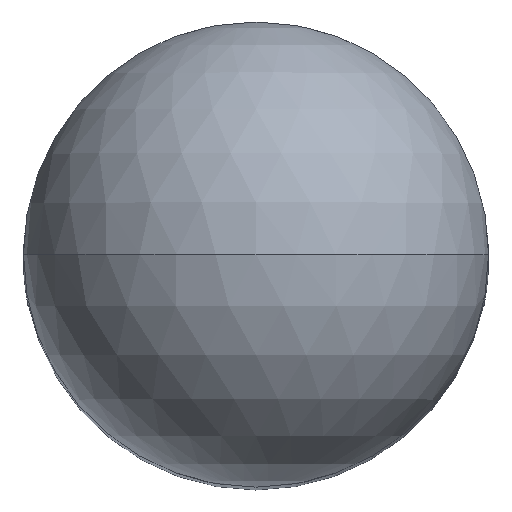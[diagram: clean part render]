
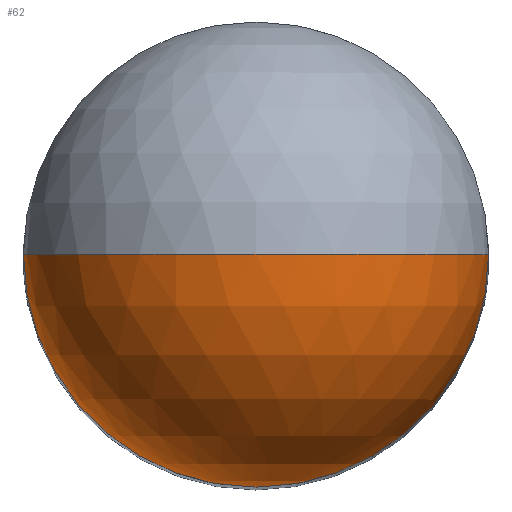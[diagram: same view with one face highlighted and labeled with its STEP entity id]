
A CAD part, top view. The second image highlights one B-rep face of the part: STEP entity #62.
In plain terms, the highlighted spherical face has radius 0.255 mm.
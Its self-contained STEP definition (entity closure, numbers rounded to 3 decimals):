
#4 = AXIS2_PLACEMENT_3D ( 'NONE', #28, #161, #137 ) ;
#13 = EDGE_CURVE ( 'NONE', #124, #92, #24, .T. ) ;
#15 = CARTESIAN_POINT ( 'NONE',  ( -0.255, 0., -0.255 ) ) ;
#24 = CIRCLE ( 'NONE', #245, 0.255 ) ;
#28 = CARTESIAN_POINT ( 'NONE',  ( 0., 0., -0.255 ) ) ;
#33 = ORIENTED_EDGE ( 'NONE', *, *, #276, .F. ) ;
#40 = DIRECTION ( 'NONE',  ( 0., -1., 0. ) ) ;
#42 = FACE_OUTER_BOUND ( 'NONE', #111, .T. ) ;
#62 = ADVANCED_FACE ( 'NONE', ( #42 ), #244, .T. ) ;
#83 = AXIS2_PLACEMENT_3D ( 'NONE', #152, #40, #220 ) ;
#92 = VERTEX_POINT ( 'NONE', #15 ) ;
#98 = CIRCLE ( 'NONE', #4, 0.255 ) ;
#104 = ORIENTED_EDGE ( 'NONE', *, *, #13, .F. ) ;
#108 = DIRECTION ( 'NONE',  ( 1., 0., 0. ) ) ;
#111 = EDGE_LOOP ( 'NONE', ( #33, #104, #266 ) ) ;
#124 = VERTEX_POINT ( 'NONE', #272 ) ;
#126 = VERTEX_POINT ( 'NONE', #202 ) ;
#128 = CIRCLE ( 'NONE', #83, 0.255 ) ;
#129 = DIRECTION ( 'NONE',  ( 0., 1., 0. ) ) ;
#130 = DIRECTION ( 'NONE',  ( 1., 0., 0. ) ) ;
#137 = DIRECTION ( 'NONE',  ( -1., 0., 0. ) ) ;
#138 = AXIS2_PLACEMENT_3D ( 'NONE', #273, #129, #130 ) ;
#152 = CARTESIAN_POINT ( 'NONE',  ( 0., 0., -0.255 ) ) ;
#155 = EDGE_CURVE ( 'NONE', #124, #126, #128, .T. ) ;
#157 = CARTESIAN_POINT ( 'NONE',  ( 0., 0., -0.255 ) ) ;
#161 = DIRECTION ( 'NONE',  ( 0., 1., 0. ) ) ;
#202 = CARTESIAN_POINT ( 'NONE',  ( 0., 0., 0. ) ) ;
#220 = DIRECTION ( 'NONE',  ( 0., 0., -1. ) ) ;
#244 = SPHERICAL_SURFACE ( 'NONE', #138, 0.255 ) ;
#245 = AXIS2_PLACEMENT_3D ( 'NONE', #157, #246, #108 ) ;
#246 = DIRECTION ( 'NONE',  ( 0., 0., -1. ) ) ;
#266 = ORIENTED_EDGE ( 'NONE', *, *, #155, .T. ) ;
#272 = CARTESIAN_POINT ( 'NONE',  ( 0.255, 0., -0.255 ) ) ;
#273 = CARTESIAN_POINT ( 'NONE',  ( 0., 0., -0.255 ) ) ;
#276 = EDGE_CURVE ( 'NONE', #92, #126, #98, .T. ) ;
